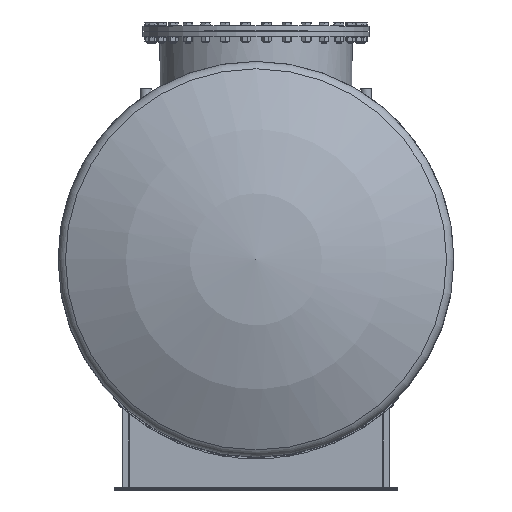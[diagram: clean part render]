
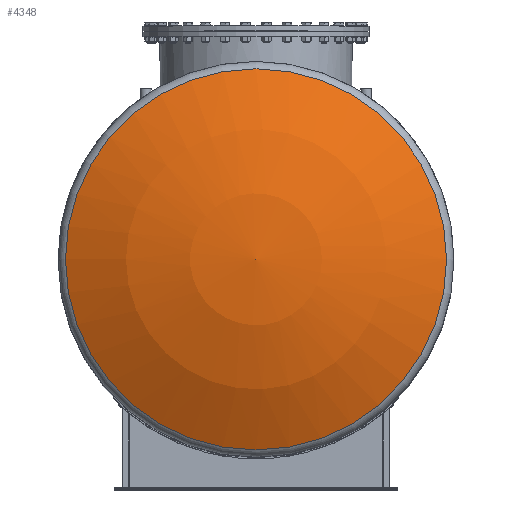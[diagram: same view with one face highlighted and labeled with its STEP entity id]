
A CAD part, top view. The second image highlights one B-rep face of the part: STEP entity #4348.
In plain terms, the highlighted spherical face has radius 1259 mm.
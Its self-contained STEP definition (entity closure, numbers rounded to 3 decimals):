
#4332=CARTESIAN_POINT('',(0.,0.0,1160.57));
#4333=DIRECTION('',(0.0,0.0,1.0));
#4334=DIRECTION('',(1.0,0.0,0.0));
#4335=AXIS2_PLACEMENT_3D('',#4332,#4333,#4334);
#4336=SPHERICAL_SURFACE('',#4335,1259.);
#4337=CARTESIAN_POINT('',(604.682,0.0,2264.853));
#4338=VERTEX_POINT('',#4337);
#4339=CARTESIAN_POINT('',(0.,0.0,2264.853));
#4340=DIRECTION('',(0.0,0.0,-1.0));
#4341=DIRECTION('',(1.0,0.0,0.0));
#4342=AXIS2_PLACEMENT_3D('',#4339,#4340,#4341);
#4343=CIRCLE('',#4342,604.682);
#4344=EDGE_CURVE('',#4338,#4338,#4343,.T.);
#4345=ORIENTED_EDGE('',*,*,#4344,.F.);
#4346=EDGE_LOOP('',(#4345));
#4347=FACE_OUTER_BOUND('',#4346,.T.);
#4348=ADVANCED_FACE('',(#4347),#4336,.T.);
